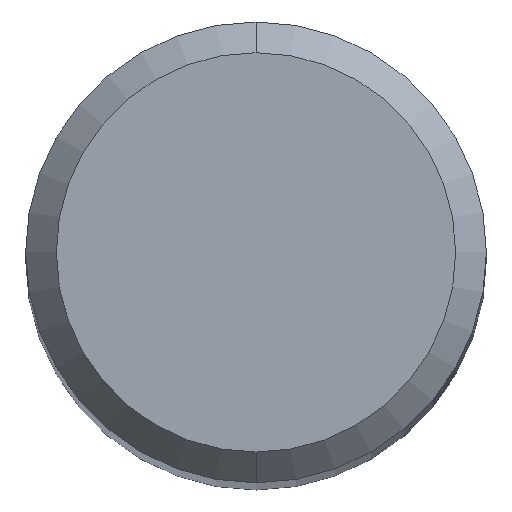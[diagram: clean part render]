
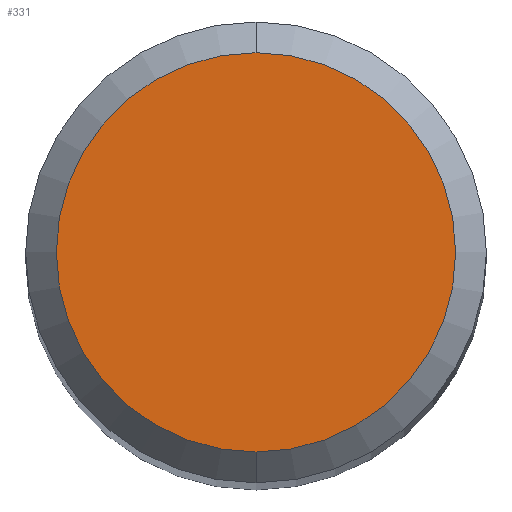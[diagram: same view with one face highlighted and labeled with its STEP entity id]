
A CAD part, top view. The second image highlights one B-rep face of the part: STEP entity #331.
In plain terms, the highlighted planar face has unit normal (0, 0, 1).
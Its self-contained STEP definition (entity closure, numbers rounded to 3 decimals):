
#179=VERTEX_POINT('',#486);
#251=VERTEX_POINT('',#568);
#331=ADVANCED_FACE('',(#655),#656,.T.);
#371=EDGE_CURVE('',#251,#179,#699,.T.);
#411=EDGE_CURVE('',#179,#251,#743,.T.);
#486=CARTESIAN_POINT('',(0.,-2.6,0.0));
#568=CARTESIAN_POINT('',(0.0,2.6,0.0));
#655=FACE_OUTER_BOUND('',#1117,.T.);
#656=PLANE('',#1118);
#699=CIRCLE('',#1229,2.6);
#743=CIRCLE('',#1334,2.6);
#1117=EDGE_LOOP('',(#1650,#1651));
#1118=AXIS2_PLACEMENT_3D('',#1652,#1653,#1654);
#1229=AXIS2_PLACEMENT_3D('',#1699,#1700,#1701);
#1334=AXIS2_PLACEMENT_3D('',#1745,#1746,#1747);
#1650=ORIENTED_EDGE('',*,*,#371,.F.);
#1651=ORIENTED_EDGE('',*,*,#411,.F.);
#1652=CARTESIAN_POINT('',(0.0,1.3,0.0));
#1653=DIRECTION('',(-0.0,0.0,1.0));
#1654=DIRECTION('',(0.0,-1.0,0.0));
#1699=CARTESIAN_POINT('',(0.0,0.0,0.0));
#1700=DIRECTION('',(0.0,0.0,-1.0));
#1701=DIRECTION('',(0.0,1.0,0.0));
#1745=CARTESIAN_POINT('',(0.0,0.0,0.0));
#1746=DIRECTION('',(0.0,0.0,-1.0));
#1747=DIRECTION('',(0.0,1.0,0.0));
